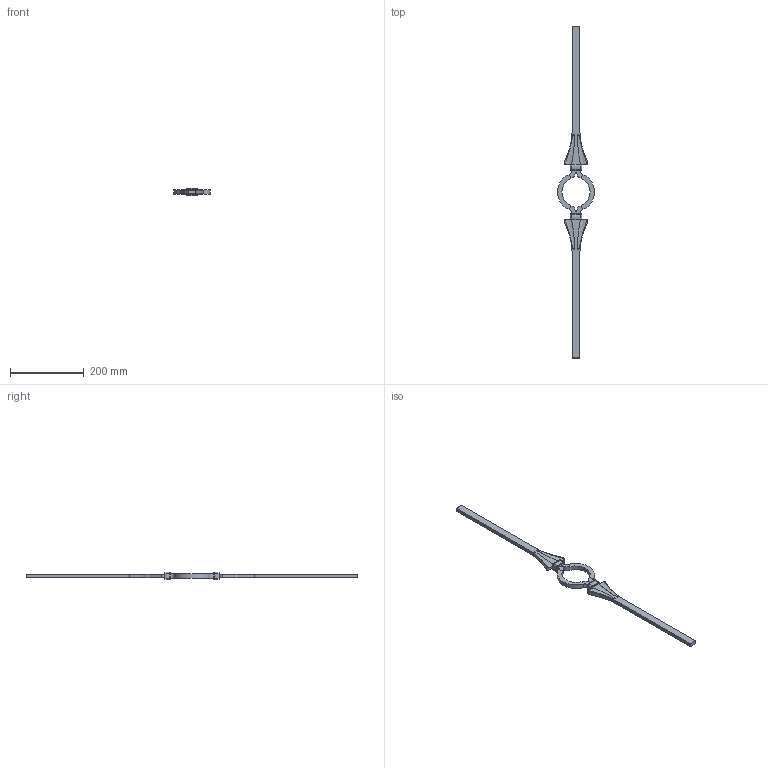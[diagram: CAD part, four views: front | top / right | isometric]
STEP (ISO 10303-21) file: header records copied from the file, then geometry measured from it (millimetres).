
FILE_DESCRIPTION (( 'STEP AP203' ), '1' );
FILE_NAME ('1243.STEP', '2023-06-27T11:30:14', ( '' ), ( '' ), 'SwSTEP 2.0', 'SolidWorks 2018', '' );
FILE_SCHEMA (( 'CONFIG_CONTROL_DESIGN' ));
Length unit declared in the file: millimetre
Products named in the file (1): 1243
Bounding box: 100 x 900 x 20 mm (x, y, z)
Volume: 230853.3 mm3; surface area: 77426.7 mm2
Topology: 2 solids, 2 shells, 597 faces, 1408 edges, 824 vertices
Faces by surface type: plane 287, cylinder 134, bspline 104, torus 72
Entity records: 24445 total; most frequent: CARTESIAN_POINT 11384, ORIENTED_EDGE 2816, DIRECTION 2466, EDGE_CURVE 1408, VERTEX_POINT 824, AXIS2_PLACEMENT_3D 824, VECTOR 818, LINE 818
